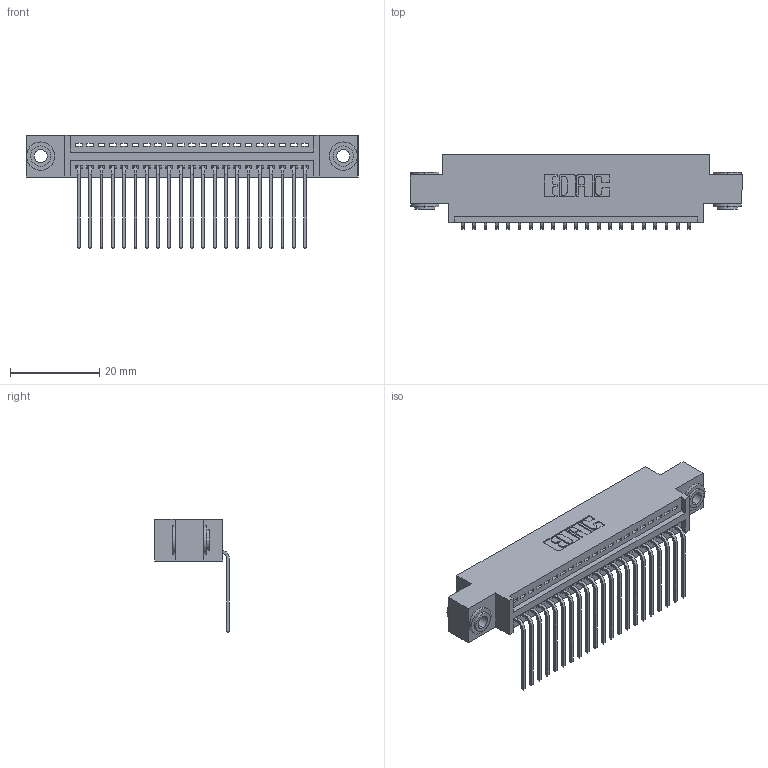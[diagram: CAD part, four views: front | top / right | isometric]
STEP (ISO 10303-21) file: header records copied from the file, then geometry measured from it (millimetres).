
FILE_DESCRIPTION (( 'STEP AP203' ), '1' );
FILE_NAME ('345-021-559-603.STEP', '2018-08-20T10:24:39', ( '' ), ( '' ), 'SwSTEP 2.0', 'SolidWorks 2016', '' );
FILE_SCHEMA (( 'CONFIG_CONTROL_DESIGN' ));
Length unit declared in the file: inch
Products named in the file (4): 345-292-001_558 559 Tail - 1; 345-250-002_345-250-002-102; 345-021-559-603; 345 Part_0.170 Offset - 0.156 Dia-TH
Assembly tree (24 placements, depth 2):
  345-021-559-603
    345 Part_0.170 Offset - 0.156 Dia-TH
    345-292-001_558 559 Tail - 1  x21
    345-250-002_345-250-002-102  x2
Bounding box: 74.55 x 16.75 x 25.53 mm (x, y, z)
Volume: 6884.7 mm3; surface area: 9615.9 mm2
Topology: 24 solids, 24 shells, 1428 faces, 4251 edges, 2802 vertices
Faces by surface type: plane 976, cylinder 444, cone 8
Entity records: 19498 total; most frequent: CARTESIAN_POINT 3358, ORIENTED_EDGE 3306, DIRECTION 2993, EDGE_CURVE 1653, LINE 1413, VECTOR 1413, VERTEX_POINT 1098, AXIS2_PLACEMENT_3D 790
